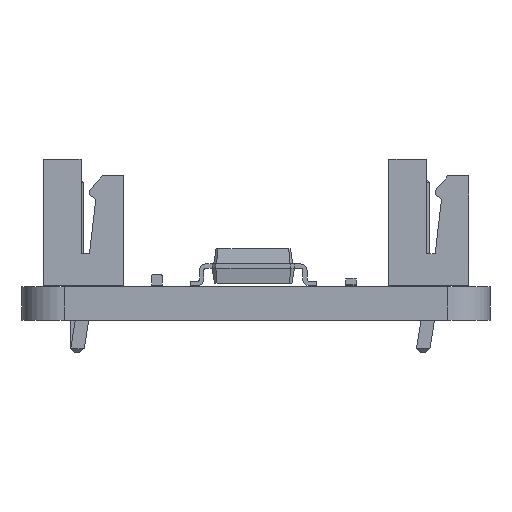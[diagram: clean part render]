
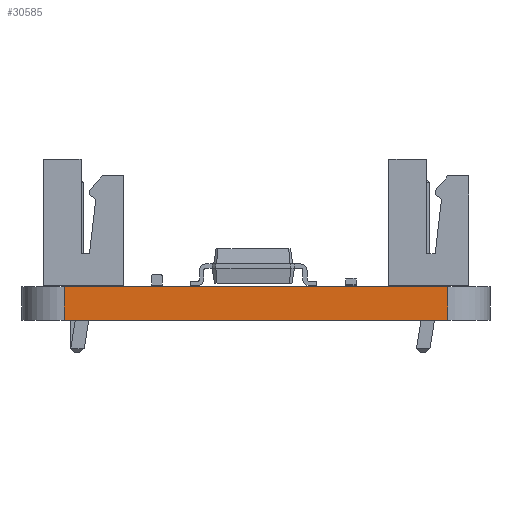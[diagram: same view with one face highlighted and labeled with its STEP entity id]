
A CAD part, front view. The second image highlights one B-rep face of the part: STEP entity #30585.
In plain terms, the highlighted planar face has unit normal (0, -1, 0).
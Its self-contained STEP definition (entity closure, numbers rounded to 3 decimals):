
#29405 = PLANE('',#29406);
#29406 = AXIS2_PLACEMENT_3D('',#29407,#29408,#29409);
#29407 = CARTESIAN_POINT('',(100.3,-73.9,1.6));
#29408 = DIRECTION('',(0.,0.,1.));
#29409 = DIRECTION('',(1.,0.,0.));
#29459 = PLANE('',#29460);
#29460 = AXIS2_PLACEMENT_3D('',#29461,#29462,#29463);
#29461 = CARTESIAN_POINT('',(100.3,-73.9,0.));
#29462 = DIRECTION('',(0.,0.,1.));
#29463 = DIRECTION('',(1.,0.,0.));
#29592 = CYLINDRICAL_SURFACE('',#29593,2.);
#29593 = AXIS2_PLACEMENT_3D('',#29594,#29595,#29596);
#29594 = CARTESIAN_POINT('',(91.2,-84.4,0.));
#29595 = DIRECTION('',(0.,0.,-1.));
#29596 = DIRECTION('',(1.,0.,0.));
#29631 = VERTEX_POINT('',#29632);
#29632 = CARTESIAN_POINT('',(91.2,-86.4,0.));
#29654 = EDGE_CURVE('',#29631,#29655,#29657,.T.);
#29655 = VERTEX_POINT('',#29656);
#29656 = CARTESIAN_POINT('',(109.4,-86.4,0.));
#29657 = SURFACE_CURVE('',#29658,(#29662,#29669),.PCURVE_S1.);
#29658 = LINE('',#29659,#29660);
#29659 = CARTESIAN_POINT('',(91.2,-86.4,0.));
#29660 = VECTOR('',#29661,1.);
#29661 = DIRECTION('',(1.,0.,0.));
#29662 = PCURVE('',#29459,#29663);
#29663 = DEFINITIONAL_REPRESENTATION('',(#29664),#29668);
#29664 = LINE('',#29665,#29666);
#29665 = CARTESIAN_POINT('',(-9.1,-12.5));
#29666 = VECTOR('',#29667,1.);
#29667 = DIRECTION('',(1.,0.));
#29668 = ( GEOMETRIC_REPRESENTATION_CONTEXT(2) 
PARAMETRIC_REPRESENTATION_CONTEXT() REPRESENTATION_CONTEXT('2D SPACE',''
  ) );
#29669 = PCURVE('',#29670,#29675);
#29670 = PLANE('',#29671);
#29671 = AXIS2_PLACEMENT_3D('',#29672,#29673,#29674);
#29672 = CARTESIAN_POINT('',(91.2,-86.4,0.));
#29673 = DIRECTION('',(0.,1.,0.));
#29674 = DIRECTION('',(1.,0.,0.));
#29675 = DEFINITIONAL_REPRESENTATION('',(#29676),#29680);
#29676 = LINE('',#29677,#29678);
#29677 = CARTESIAN_POINT('',(0.,0.));
#29678 = VECTOR('',#29679,1.);
#29679 = DIRECTION('',(1.,0.));
#29680 = ( GEOMETRIC_REPRESENTATION_CONTEXT(2) 
PARAMETRIC_REPRESENTATION_CONTEXT() REPRESENTATION_CONTEXT('2D SPACE',''
  ) );
#29699 = CYLINDRICAL_SURFACE('',#29700,2.);
#29700 = AXIS2_PLACEMENT_3D('',#29701,#29702,#29703);
#29701 = CARTESIAN_POINT('',(109.4,-84.4,0.));
#29702 = DIRECTION('',(0.,0.,-1.));
#29703 = DIRECTION('',(1.,0.,0.));
#30106 = VERTEX_POINT('',#30107);
#30107 = CARTESIAN_POINT('',(91.2,-86.4,1.6));
#30129 = EDGE_CURVE('',#30106,#30130,#30132,.T.);
#30130 = VERTEX_POINT('',#30131);
#30131 = CARTESIAN_POINT('',(109.4,-86.4,1.6));
#30132 = SURFACE_CURVE('',#30133,(#30137,#30144),.PCURVE_S1.);
#30133 = LINE('',#30134,#30135);
#30134 = CARTESIAN_POINT('',(91.2,-86.4,1.6));
#30135 = VECTOR('',#30136,1.);
#30136 = DIRECTION('',(1.,0.,0.));
#30137 = PCURVE('',#29405,#30138);
#30138 = DEFINITIONAL_REPRESENTATION('',(#30139),#30143);
#30139 = LINE('',#30140,#30141);
#30140 = CARTESIAN_POINT('',(-9.1,-12.5));
#30141 = VECTOR('',#30142,1.);
#30142 = DIRECTION('',(1.,0.));
#30143 = ( GEOMETRIC_REPRESENTATION_CONTEXT(2) 
PARAMETRIC_REPRESENTATION_CONTEXT() REPRESENTATION_CONTEXT('2D SPACE',''
  ) );
#30144 = PCURVE('',#29670,#30145);
#30145 = DEFINITIONAL_REPRESENTATION('',(#30146),#30150);
#30146 = LINE('',#30147,#30148);
#30147 = CARTESIAN_POINT('',(0.,-1.6));
#30148 = VECTOR('',#30149,1.);
#30149 = DIRECTION('',(1.,0.));
#30150 = ( GEOMETRIC_REPRESENTATION_CONTEXT(2) 
PARAMETRIC_REPRESENTATION_CONTEXT() REPRESENTATION_CONTEXT('2D SPACE',''
  ) );
#30537 = EDGE_CURVE('',#29631,#30106,#30538,.T.);
#30538 = SURFACE_CURVE('',#30539,(#30543,#30550),.PCURVE_S1.);
#30539 = LINE('',#30540,#30541);
#30540 = CARTESIAN_POINT('',(91.2,-86.4,0.));
#30541 = VECTOR('',#30542,1.);
#30542 = DIRECTION('',(0.,0.,1.));
#30543 = PCURVE('',#29592,#30544);
#30544 = DEFINITIONAL_REPRESENTATION('',(#30545),#30549);
#30545 = LINE('',#30546,#30547);
#30546 = CARTESIAN_POINT('',(-4.712,0.));
#30547 = VECTOR('',#30548,1.);
#30548 = DIRECTION('',(0.,-1.));
#30549 = ( GEOMETRIC_REPRESENTATION_CONTEXT(2) 
PARAMETRIC_REPRESENTATION_CONTEXT() REPRESENTATION_CONTEXT('2D SPACE',''
  ) );
#30550 = PCURVE('',#29670,#30551);
#30551 = DEFINITIONAL_REPRESENTATION('',(#30552),#30556);
#30552 = LINE('',#30553,#30554);
#30553 = CARTESIAN_POINT('',(0.,0.));
#30554 = VECTOR('',#30555,1.);
#30555 = DIRECTION('',(0.,-1.));
#30556 = ( GEOMETRIC_REPRESENTATION_CONTEXT(2) 
PARAMETRIC_REPRESENTATION_CONTEXT() REPRESENTATION_CONTEXT('2D SPACE',''
  ) );
#30585 = ADVANCED_FACE('',(#30586),#29670,.F.);
#30586 = FACE_BOUND('',#30587,.F.);
#30587 = EDGE_LOOP('',(#30588,#30589,#30590,#30611));
#30588 = ORIENTED_EDGE('',*,*,#30537,.T.);
#30589 = ORIENTED_EDGE('',*,*,#30129,.T.);
#30590 = ORIENTED_EDGE('',*,*,#30591,.F.);
#30591 = EDGE_CURVE('',#29655,#30130,#30592,.T.);
#30592 = SURFACE_CURVE('',#30593,(#30597,#30604),.PCURVE_S1.);
#30593 = LINE('',#30594,#30595);
#30594 = CARTESIAN_POINT('',(109.4,-86.4,0.));
#30595 = VECTOR('',#30596,1.);
#30596 = DIRECTION('',(0.,0.,1.));
#30597 = PCURVE('',#29670,#30598);
#30598 = DEFINITIONAL_REPRESENTATION('',(#30599),#30603);
#30599 = LINE('',#30600,#30601);
#30600 = CARTESIAN_POINT('',(18.2,0.));
#30601 = VECTOR('',#30602,1.);
#30602 = DIRECTION('',(0.,-1.));
#30603 = ( GEOMETRIC_REPRESENTATION_CONTEXT(2) 
PARAMETRIC_REPRESENTATION_CONTEXT() REPRESENTATION_CONTEXT('2D SPACE',''
  ) );
#30604 = PCURVE('',#29699,#30605);
#30605 = DEFINITIONAL_REPRESENTATION('',(#30606),#30610);
#30606 = LINE('',#30607,#30608);
#30607 = CARTESIAN_POINT('',(-4.712,0.));
#30608 = VECTOR('',#30609,1.);
#30609 = DIRECTION('',(0.,-1.));
#30610 = ( GEOMETRIC_REPRESENTATION_CONTEXT(2) 
PARAMETRIC_REPRESENTATION_CONTEXT() REPRESENTATION_CONTEXT('2D SPACE',''
  ) );
#30611 = ORIENTED_EDGE('',*,*,#29654,.F.);
